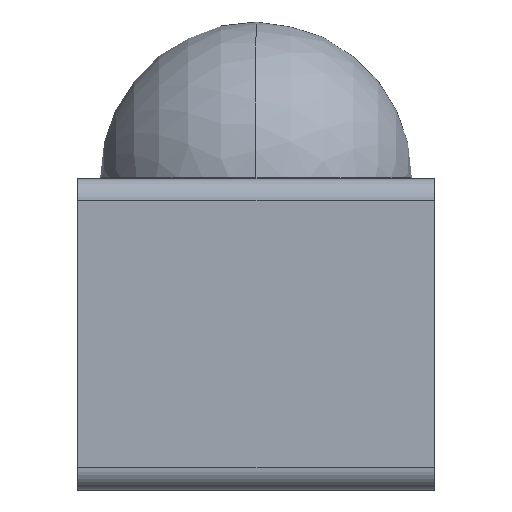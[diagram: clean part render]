
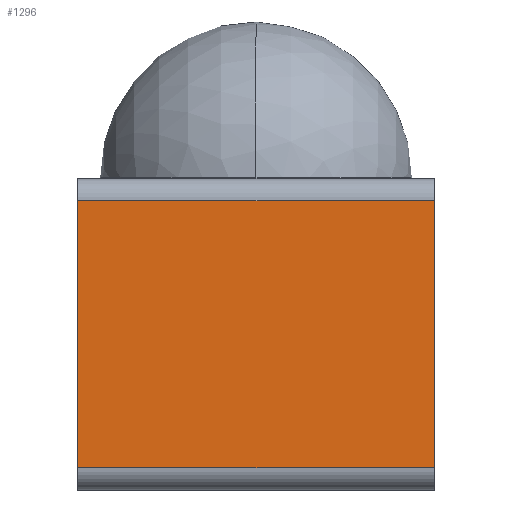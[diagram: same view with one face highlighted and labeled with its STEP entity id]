
A CAD part, left-side view. The second image highlights one B-rep face of the part: STEP entity #1296.
In plain terms, the highlighted planar face has unit normal (-1, 0, 0).
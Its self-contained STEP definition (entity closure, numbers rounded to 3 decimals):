
#2 = LINE ( 'NONE', #644, #1884 ) ;
#89 = CARTESIAN_POINT ( 'NONE',  ( -0.8, -0.4, 0.05 ) ) ;
#222 = ORIENTED_EDGE ( 'NONE', *, *, #315, .F. ) ;
#277 = VERTEX_POINT ( 'NONE', #1657 ) ;
#315 = EDGE_CURVE ( 'NONE', #1643, #1204, #1047, .T. ) ;
#481 = EDGE_LOOP ( 'NONE', ( #1237, #1772, #222, #726 ) ) ;
#524 = EDGE_CURVE ( 'NONE', #1179, #277, #1597, .T. ) ;
#539 = EDGE_CURVE ( 'NONE', #277, #1204, #2, .T. ) ;
#581 = DIRECTION ( 'NONE',  ( 0., 0., -1. ) ) ;
#644 = CARTESIAN_POINT ( 'NONE',  ( -0.8, 0.4, 0.05 ) ) ;
#726 = ORIENTED_EDGE ( 'NONE', *, *, #1211, .T. ) ;
#728 = DIRECTION ( 'NONE',  ( 0., 0., 1. ) ) ;
#789 = CARTESIAN_POINT ( 'NONE',  ( -0.8, -0.4, 0.65 ) ) ;
#804 = DIRECTION ( 'NONE',  ( 0., 0., -1. ) ) ;
#873 = CARTESIAN_POINT ( 'NONE',  ( -0.8, -0.4, 0.7 ) ) ;
#939 = AXIS2_PLACEMENT_3D ( 'NONE', #1968, #1506, #728 ) ;
#1047 = LINE ( 'NONE', #873, #1945 ) ;
#1050 = CARTESIAN_POINT ( 'NONE',  ( -0.8, 0.4, 0.65 ) ) ;
#1068 = VECTOR ( 'NONE', #804, 1000. ) ;
#1091 = DIRECTION ( 'NONE',  ( 0., 1., 0. ) ) ;
#1118 = VECTOR ( 'NONE', #1091, 1000. ) ;
#1179 = VERTEX_POINT ( 'NONE', #1050 ) ;
#1204 = VERTEX_POINT ( 'NONE', #89 ) ;
#1211 = EDGE_CURVE ( 'NONE', #1643, #1179, #2033, .T. ) ;
#1237 = ORIENTED_EDGE ( 'NONE', *, *, #524, .T. ) ;
#1250 = CARTESIAN_POINT ( 'NONE',  ( -0.8, 0.4, 0.65 ) ) ;
#1296 = ADVANCED_FACE ( 'NONE', ( #1372 ), #1653, .T. ) ;
#1372 = FACE_OUTER_BOUND ( 'NONE', #481, .T. ) ;
#1440 = DIRECTION ( 'NONE',  ( 0., -1., 0. ) ) ;
#1506 = DIRECTION ( 'NONE',  ( -1., 0., 0. ) ) ;
#1597 = LINE ( 'NONE', #1743, #1068 ) ;
#1643 = VERTEX_POINT ( 'NONE', #789 ) ;
#1653 = PLANE ( 'NONE',  #939 ) ;
#1657 = CARTESIAN_POINT ( 'NONE',  ( -0.8, 0.4, 0.05 ) ) ;
#1743 = CARTESIAN_POINT ( 'NONE',  ( -0.8, 0.4, 0.7 ) ) ;
#1772 = ORIENTED_EDGE ( 'NONE', *, *, #539, .T. ) ;
#1884 = VECTOR ( 'NONE', #1440, 1000. ) ;
#1945 = VECTOR ( 'NONE', #581, 1000. ) ;
#1968 = CARTESIAN_POINT ( 'NONE',  ( -0.8, 0.4, 0.7 ) ) ;
#2033 = LINE ( 'NONE', #1250, #1118 ) ;
